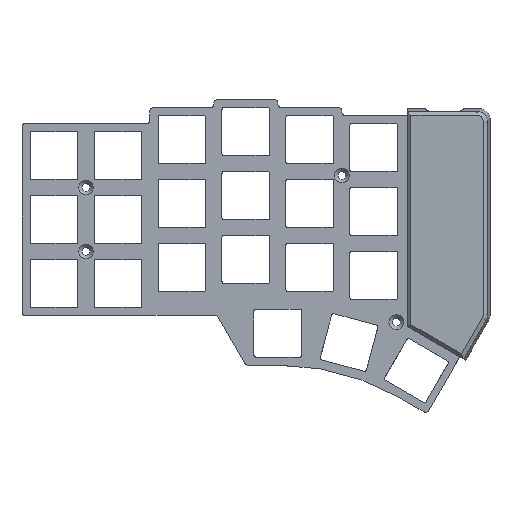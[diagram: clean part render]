
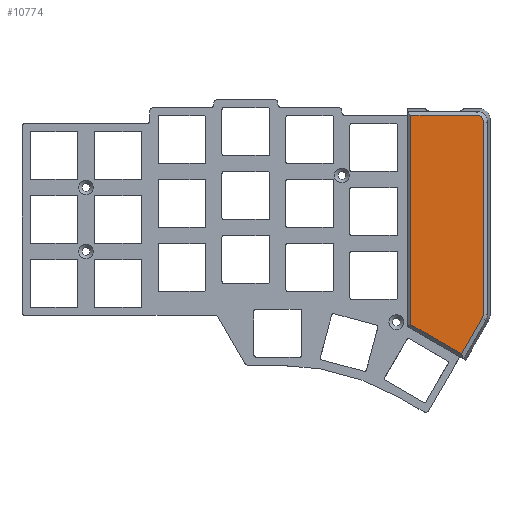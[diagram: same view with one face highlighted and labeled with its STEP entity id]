
A CAD part, top view. The second image highlights one B-rep face of the part: STEP entity #10774.
In plain terms, the highlighted planar face has unit normal (0, 0, 1).
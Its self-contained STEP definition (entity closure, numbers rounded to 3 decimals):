
#40=B_SPLINE_CURVE_WITH_KNOTS('',3,(#17968,#17969,#17970,#17971),
 .UNSPECIFIED.,.F.,.F.,(4,4),(-0.243,0.243),
 .UNSPECIFIED.);
#42=B_SPLINE_CURVE_WITH_KNOTS('',3,(#17994,#17995,#17996,#17997),
 .UNSPECIFIED.,.F.,.F.,(4,4),(0.243,0.258),
 .UNSPECIFIED.);
#44=B_SPLINE_CURVE_WITH_KNOTS('',3,(#18027,#18028,#18029,#18030),
 .UNSPECIFIED.,.F.,.F.,(4,4),(-0.258,-0.243),
 .UNSPECIFIED.);
#46=B_SPLINE_CURVE_WITH_KNOTS('',3,(#18058,#18059,#18060,#18061,#18062),
 .UNSPECIFIED.,.F.,.F.,(4,1,4),(-0.716,-0.102,0.716),
 .UNSPECIFIED.);
#48=B_SPLINE_CURVE_WITH_KNOTS('',3,(#18086,#18087,#18088,#18089),
 .UNSPECIFIED.,.F.,.F.,(4,4),(0.716,0.77),
 .UNSPECIFIED.);
#50=B_SPLINE_CURVE_WITH_KNOTS('',3,(#18110,#18111,#18112,#18113),
 .UNSPECIFIED.,.F.,.F.,(4,4),(-0.77,-0.716),
 .UNSPECIFIED.);
#429=PLANE('',#11717);
#961=FACE_OUTER_BOUND('',#1546,.T.);
#1546=EDGE_LOOP('',(#9995,#9996,#9997,#9998,#9999,#10000,#10001,#10002,
#10003,#10004,#10005));
#2683=LINE('',#17933,#3837);
#2686=LINE('',#17938,#3840);
#2688=LINE('',#17942,#3842);
#2690=LINE('',#17946,#3844);
#2695=LINE('',#18007,#3849);
#3837=VECTOR('',#14690,10.);
#3840=VECTOR('',#14695,10.);
#3842=VECTOR('',#14699,10.);
#3844=VECTOR('',#14703,10.);
#3849=VECTOR('',#14710,10.);
#5277=VERTEX_POINT('',#17930);
#5278=VERTEX_POINT('',#17932);
#5279=VERTEX_POINT('',#17937);
#5280=VERTEX_POINT('',#17941);
#5281=VERTEX_POINT('',#17945);
#5283=VERTEX_POINT('',#17965);
#5284=VERTEX_POINT('',#17967);
#5287=VERTEX_POINT('',#18004);
#5288=VERTEX_POINT('',#18006);
#5290=VERTEX_POINT('',#18055);
#5291=VERTEX_POINT('',#18057);
#6840=EDGE_CURVE('',#5277,#5278,#2683,.T.);
#6843=EDGE_CURVE('',#5278,#5279,#2686,.T.);
#6845=EDGE_CURVE('',#5279,#5280,#2688,.T.);
#6847=EDGE_CURVE('',#5280,#5281,#2690,.T.);
#6850=EDGE_CURVE('',#5283,#5284,#40,.T.);
#6853=EDGE_CURVE('',#5284,#5277,#42,.T.);
#6856=EDGE_CURVE('',#5287,#5288,#2695,.T.);
#6859=EDGE_CURVE('',#5288,#5283,#44,.T.);
#6862=EDGE_CURVE('',#5290,#5291,#46,.T.);
#6865=EDGE_CURVE('',#5291,#5287,#48,.T.);
#6867=EDGE_CURVE('',#5281,#5290,#50,.T.);
#9995=ORIENTED_EDGE('',*,*,#6862,.F.);
#9996=ORIENTED_EDGE('',*,*,#6867,.F.);
#9997=ORIENTED_EDGE('',*,*,#6847,.F.);
#9998=ORIENTED_EDGE('',*,*,#6845,.F.);
#9999=ORIENTED_EDGE('',*,*,#6843,.F.);
#10000=ORIENTED_EDGE('',*,*,#6840,.F.);
#10001=ORIENTED_EDGE('',*,*,#6853,.F.);
#10002=ORIENTED_EDGE('',*,*,#6850,.F.);
#10003=ORIENTED_EDGE('',*,*,#6859,.F.);
#10004=ORIENTED_EDGE('',*,*,#6856,.F.);
#10005=ORIENTED_EDGE('',*,*,#6865,.F.);
#10774=ADVANCED_FACE('',(#961),#429,.T.);
#11717=AXIS2_PLACEMENT_3D('',#18118,#14720,#14721);
#14690=DIRECTION('',(-0.5,-0.866,0.));
#14695=DIRECTION('',(-0.866,0.5,0.));
#14699=DIRECTION('',(0.,1.,0.));
#14703=DIRECTION('',(1.,0.,0.));
#14710=DIRECTION('',(0.,-1.,0.));
#14720=DIRECTION('center_axis',(0.,0.,1.));
#14721=DIRECTION('ref_axis',(1.,0.,0.));
#17930=CARTESIAN_POINT('',(136.768,28.451,6.7));
#17932=CARTESIAN_POINT('',(130.583,17.738,6.7));
#17933=CARTESIAN_POINT('',(137.224,29.24,6.7));
#17937=CARTESIAN_POINT('',(115.5,26.447,6.7));
#17938=CARTESIAN_POINT('',(113.235,27.755,6.7));
#17941=CARTESIAN_POINT('',(115.5,88.572,6.7));
#17942=CARTESIAN_POINT('',(115.5,70.52,6.7));
#17945=CARTESIAN_POINT('',(135.076,88.572,6.7));
#17946=CARTESIAN_POINT('',(120.,88.572,6.7));
#17965=CARTESIAN_POINT('',(137.03,29.399,6.7));
#17967=CARTESIAN_POINT('',(136.783,28.477,6.7));
#17968=CARTESIAN_POINT('Ctrl Pts',(137.03,29.399,6.7));
#17969=CARTESIAN_POINT('Ctrl Pts',(137.025,29.077,6.7));
#17970=CARTESIAN_POINT('Ctrl Pts',(136.94,28.758,6.7));
#17971=CARTESIAN_POINT('Ctrl Pts',(136.783,28.477,6.7));
#17994=CARTESIAN_POINT('Ctrl Pts',(136.783,28.477,6.7));
#17995=CARTESIAN_POINT('Ctrl Pts',(136.778,28.468,6.7));
#17996=CARTESIAN_POINT('Ctrl Pts',(136.773,28.46,6.7));
#17997=CARTESIAN_POINT('Ctrl Pts',(136.768,28.451,6.7));
#18004=CARTESIAN_POINT('',(137.03,86.618,6.7));
#18006=CARTESIAN_POINT('',(137.03,29.429,6.7));
#18007=CARTESIAN_POINT('',(137.03,71.52,6.7));
#18027=CARTESIAN_POINT('Ctrl Pts',(137.03,29.429,6.7));
#18028=CARTESIAN_POINT('Ctrl Pts',(137.03,29.419,6.7));
#18029=CARTESIAN_POINT('Ctrl Pts',(137.03,29.409,6.7));
#18030=CARTESIAN_POINT('Ctrl Pts',(137.03,29.399,6.7));
#18055=CARTESIAN_POINT('',(135.186,88.57,6.7));
#18057=CARTESIAN_POINT('',(137.027,86.728,6.7));
#18058=CARTESIAN_POINT('Ctrl Pts',(135.186,88.57,6.7));
#18059=CARTESIAN_POINT('Ctrl Pts',(135.602,88.547,6.7));
#18060=CARTESIAN_POINT('Ctrl Pts',(136.531,88.19,6.7));
#18061=CARTESIAN_POINT('Ctrl Pts',(136.997,87.283,6.7));
#18062=CARTESIAN_POINT('Ctrl Pts',(137.027,86.728,6.7));
#18086=CARTESIAN_POINT('Ctrl Pts',(137.027,86.728,6.7));
#18087=CARTESIAN_POINT('Ctrl Pts',(137.029,86.691,6.7));
#18088=CARTESIAN_POINT('Ctrl Pts',(137.03,86.655,6.7));
#18089=CARTESIAN_POINT('Ctrl Pts',(137.03,86.618,6.7));
#18110=CARTESIAN_POINT('Ctrl Pts',(135.076,88.572,6.7));
#18111=CARTESIAN_POINT('Ctrl Pts',(135.113,88.572,6.7));
#18112=CARTESIAN_POINT('Ctrl Pts',(135.149,88.572,6.7));
#18113=CARTESIAN_POINT('Ctrl Pts',(135.186,88.57,6.7));
#18118=CARTESIAN_POINT('Origin',(125.5,52.498,6.7));
